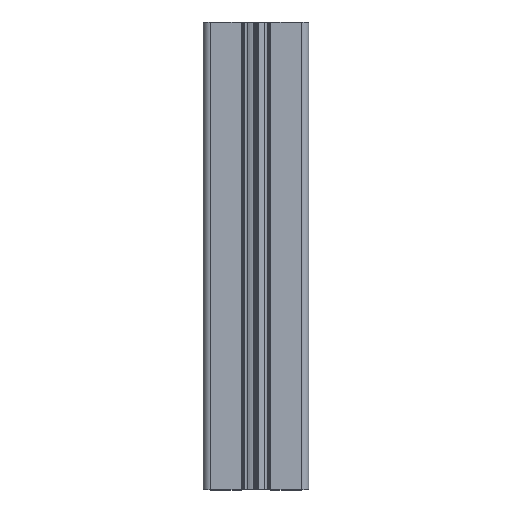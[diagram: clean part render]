
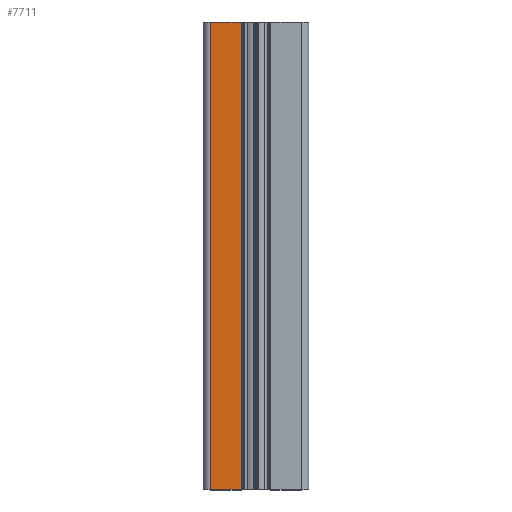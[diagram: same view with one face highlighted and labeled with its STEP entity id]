
A CAD part, top view. The second image highlights one B-rep face of the part: STEP entity #7711.
In plain terms, the highlighted planar face has unit normal (0, 0, 1).
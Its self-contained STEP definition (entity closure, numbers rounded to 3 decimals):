
#128 = CARTESIAN_POINT ( 'NONE',  ( -19.5, 0., 22.5 ) ) ;
#347 = CARTESIAN_POINT ( 'NONE',  ( -6.3, 0., 22.5 ) ) ;
#359 = CARTESIAN_POINT ( 'NONE',  ( -19.5, 0., 22.5 ) ) ;
#675 = VECTOR ( 'NONE', #7185, 1000. ) ;
#910 = EDGE_LOOP ( 'NONE', ( #5612, #4009, #3051, #5396 ) ) ;
#1055 = DIRECTION ( 'NONE',  ( 1., 0., 0. ) ) ;
#1125 = LINE ( 'NONE', #7204, #5108 ) ;
#1268 = VERTEX_POINT ( 'NONE', #1560 ) ;
#1298 = VECTOR ( 'NONE', #6422, 1000. ) ;
#1354 = VERTEX_POINT ( 'NONE', #4432 ) ;
#1535 = DIRECTION ( 'NONE',  ( 1., 0., 0. ) ) ;
#1560 = CARTESIAN_POINT ( 'NONE',  ( -6.3, 0., 22.5 ) ) ;
#2339 = LINE ( 'NONE', #5663, #675 ) ;
#2758 = CARTESIAN_POINT ( 'NONE',  ( -19.5, 200., 22.5 ) ) ;
#2779 = EDGE_CURVE ( 'NONE', #1354, #1268, #1125, .T. ) ;
#3051 = ORIENTED_EDGE ( 'NONE', *, *, #4986, .T. ) ;
#3124 = DIRECTION ( 'NONE',  ( 0., 1., 0. ) ) ;
#3909 = VERTEX_POINT ( 'NONE', #2758 ) ;
#4009 = ORIENTED_EDGE ( 'NONE', *, *, #8179, .T. ) ;
#4432 = CARTESIAN_POINT ( 'NONE',  ( -19.5, 0., 22.5 ) ) ;
#4477 = PLANE ( 'NONE',  #6756 ) ;
#4837 = LINE ( 'NONE', #128, #1298 ) ;
#4986 = EDGE_CURVE ( 'NONE', #5701, #3909, #2339, .T. ) ;
#5108 = VECTOR ( 'NONE', #1535, 1000. ) ;
#5396 = ORIENTED_EDGE ( 'NONE', *, *, #6447, .T. ) ;
#5612 = ORIENTED_EDGE ( 'NONE', *, *, #2779, .T. ) ;
#5663 = CARTESIAN_POINT ( 'NONE',  ( -19.5, 200., 22.5 ) ) ;
#5701 = VERTEX_POINT ( 'NONE', #7379 ) ;
#5911 = DIRECTION ( 'NONE',  ( 0., 0., 1. ) ) ;
#6370 = FACE_OUTER_BOUND ( 'NONE', #910, .T. ) ;
#6422 = DIRECTION ( 'NONE',  ( 0., -1., 0. ) ) ;
#6447 = EDGE_CURVE ( 'NONE', #3909, #1354, #4837, .T. ) ;
#6756 = AXIS2_PLACEMENT_3D ( 'NONE', #359, #5911, #1055 ) ;
#7185 = DIRECTION ( 'NONE',  ( -1., 0., 0. ) ) ;
#7204 = CARTESIAN_POINT ( 'NONE',  ( -19.5, 0., 22.5 ) ) ;
#7239 = VECTOR ( 'NONE', #3124, 1000. ) ;
#7379 = CARTESIAN_POINT ( 'NONE',  ( -6.3, 200., 22.5 ) ) ;
#7462 = LINE ( 'NONE', #347, #7239 ) ;
#7711 = ADVANCED_FACE ( 'NONE', ( #6370 ), #4477, .T. ) ;
#8179 = EDGE_CURVE ( 'NONE', #1268, #5701, #7462, .T. ) ;
